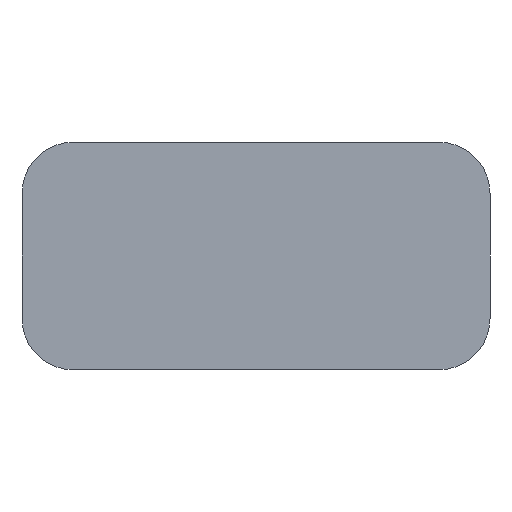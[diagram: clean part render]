
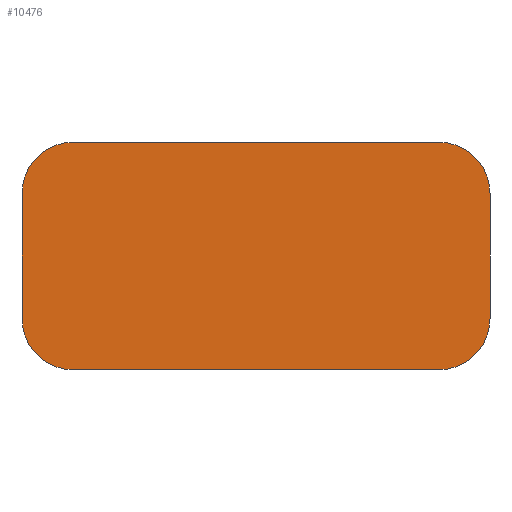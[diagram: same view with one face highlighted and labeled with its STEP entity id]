
A CAD part, front view. The second image highlights one B-rep face of the part: STEP entity #10476.
In plain terms, the highlighted planar face has unit normal (0, -1, 0).
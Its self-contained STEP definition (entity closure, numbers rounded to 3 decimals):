
#430=PLANE('',#10969);
#887=FACE_OUTER_BOUND('',#1416,.T.);
#1416=EDGE_LOOP('',(#8199,#8200,#8201,#8202,#8203,#8204,#8205,#8206));
#1847=CIRCLE('',#10970,16.5);
#1848=CIRCLE('',#10971,16.5);
#1849=CIRCLE('',#10972,16.5);
#1850=CIRCLE('',#10973,16.5);
#2634=LINE('',#18560,#3716);
#2637=LINE('',#18569,#3719);
#2638=LINE('',#18573,#3720);
#2639=LINE('',#18577,#3721);
#3716=VECTOR('',#12189,10.);
#3719=VECTOR('',#12196,10.);
#3720=VECTOR('',#12199,10.);
#3721=VECTOR('',#12204,10.);
#4866=VERTEX_POINT('',#18556);
#4868=VERTEX_POINT('',#18559);
#4870=VERTEX_POINT('',#18565);
#4871=VERTEX_POINT('',#18566);
#4872=VERTEX_POINT('',#18568);
#4873=VERTEX_POINT('',#18570);
#4874=VERTEX_POINT('',#18572);
#4875=VERTEX_POINT('',#18575);
#6138=EDGE_CURVE('',#4868,#4866,#2634,.T.);
#6141=EDGE_CURVE('',#4870,#4871,#1847,.F.);
#6142=EDGE_CURVE('',#4870,#4872,#2637,.F.);
#6143=EDGE_CURVE('',#4873,#4872,#1848,.F.);
#6144=EDGE_CURVE('',#4873,#4874,#2638,.F.);
#6145=EDGE_CURVE('',#4868,#4874,#1849,.F.);
#6146=EDGE_CURVE('',#4875,#4866,#1850,.F.);
#6147=EDGE_CURVE('',#4875,#4871,#2639,.F.);
#8199=ORIENTED_EDGE('',*,*,#6141,.F.);
#8200=ORIENTED_EDGE('',*,*,#6142,.T.);
#8201=ORIENTED_EDGE('',*,*,#6143,.F.);
#8202=ORIENTED_EDGE('',*,*,#6144,.T.);
#8203=ORIENTED_EDGE('',*,*,#6145,.F.);
#8204=ORIENTED_EDGE('',*,*,#6138,.T.);
#8205=ORIENTED_EDGE('',*,*,#6146,.F.);
#8206=ORIENTED_EDGE('',*,*,#6147,.T.);
#10476=ADVANCED_FACE('',(#887),#430,.F.);
#10969=AXIS2_PLACEMENT_3D('',#18564,#12192,#12193);
#10970=AXIS2_PLACEMENT_3D('',#18567,#12194,#12195);
#10971=AXIS2_PLACEMENT_3D('',#18571,#12197,#12198);
#10972=AXIS2_PLACEMENT_3D('',#18574,#12200,#12201);
#10973=AXIS2_PLACEMENT_3D('',#18576,#12202,#12203);
#12189=DIRECTION('',(0.,0.,-1.));
#12192=DIRECTION('center_axis',(0.,1.,0.));
#12193=DIRECTION('ref_axis',(0.,0.,-1.));
#12194=DIRECTION('center_axis',(0.,-1.,0.));
#12195=DIRECTION('ref_axis',(0.707,0.,-0.707));
#12196=DIRECTION('',(0.,0.,-1.));
#12197=DIRECTION('center_axis',(0.,-1.,0.));
#12198=DIRECTION('ref_axis',(0.707,0.,0.707));
#12199=DIRECTION('',(1.,0.,0.));
#12200=DIRECTION('center_axis',(0.,-1.,0.));
#12201=DIRECTION('ref_axis',(-0.707,0.,0.707));
#12202=DIRECTION('center_axis',(0.,-1.,0.));
#12203=DIRECTION('ref_axis',(-0.707,0.,-0.707));
#12204=DIRECTION('',(-1.,0.,0.));
#18556=CARTESIAN_POINT('',(-25.,-3.5,-55.05));
#18559=CARTESIAN_POINT('',(-25.,-3.5,-15.05));
#18560=CARTESIAN_POINT('',(-25.,-3.5,-35.05));
#18564=CARTESIAN_POINT('Origin',(50.,-3.5,-35.05));
#18565=CARTESIAN_POINT('',(125.,-3.5,-55.05));
#18566=CARTESIAN_POINT('',(108.5,-3.5,-71.55));
#18567=CARTESIAN_POINT('Origin',(108.5,-3.5,-55.05));
#18568=CARTESIAN_POINT('',(125.,-3.5,-15.05));
#18569=CARTESIAN_POINT('',(125.,-3.5,-35.05));
#18570=CARTESIAN_POINT('',(108.5,-3.5,1.45));
#18571=CARTESIAN_POINT('Origin',(108.5,-3.5,-15.05));
#18572=CARTESIAN_POINT('',(-8.5,-3.5,1.45));
#18573=CARTESIAN_POINT('',(50.,-3.5,1.45));
#18574=CARTESIAN_POINT('Origin',(-8.5,-3.5,-15.05));
#18575=CARTESIAN_POINT('',(-8.5,-3.5,-71.55));
#18576=CARTESIAN_POINT('Origin',(-8.5,-3.5,-55.05));
#18577=CARTESIAN_POINT('',(50.,-3.5,-71.55));
